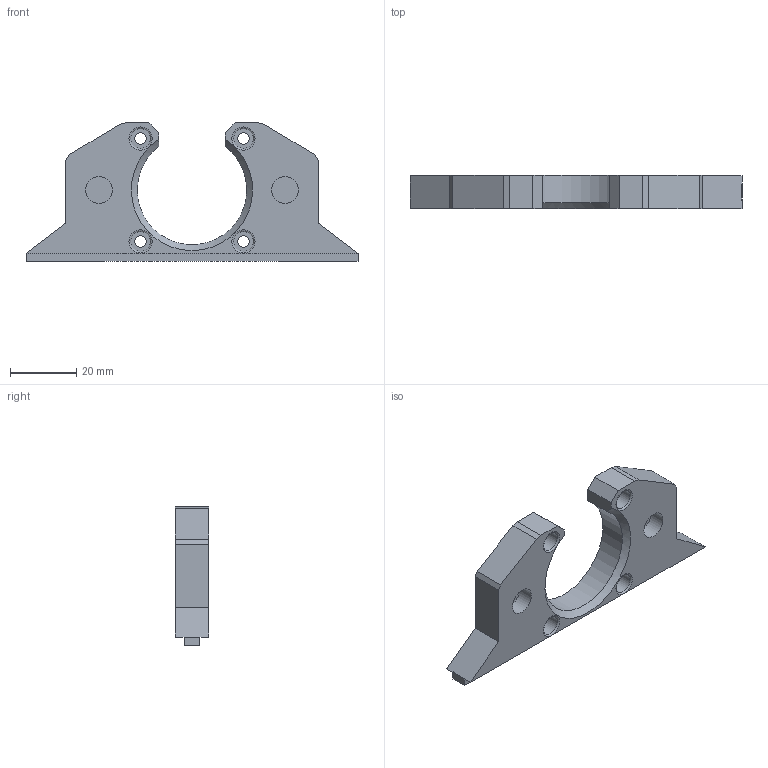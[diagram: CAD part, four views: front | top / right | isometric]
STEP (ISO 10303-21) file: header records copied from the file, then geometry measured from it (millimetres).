
FILE_DESCRIPTION(('FreeCAD Model'),'2;1');
FILE_NAME('x-carriage-top-mount.step','2020-03-29T17:03:19',('Author'),(''), 'Open CASCADE STEP processor 7.3','FreeCAD','Unknown');
FILE_SCHEMA(('AUTOMOTIVE_DESIGN { 1 0 10303 214 1 1 1 1 }'));
Length unit declared in the file: millimetre
Products named in the file (1): x-carriage-top-mount
Bounding box: 100 x 10 x 41.7 mm (x, y, z)
Volume: 18833.3 mm3; surface area: 8825.4 mm2
Topology: 1 solids, 1 shells, 77 faces, 179 edges, 114 vertices
Faces by surface type: plane 57, cylinder 15, torus 4, cone 1
Full cylindrical faces by diameter (mm): 3.4 x8, 6 x4, 8.1 x2
Entity records: 4562 total; most frequent: CARTESIAN_POINT 769, DIRECTION 728, LINE 462, VECTOR 462, ORIENTED_EDGE 358, PCURVE 358, DEFINITIONAL_REPRESENTATION 358, EDGE_CURVE 179
